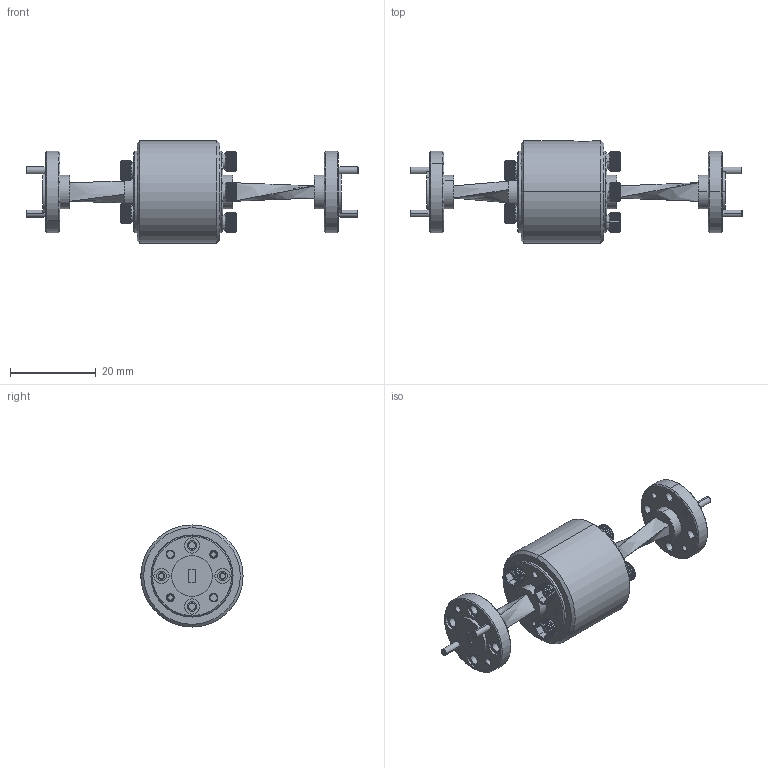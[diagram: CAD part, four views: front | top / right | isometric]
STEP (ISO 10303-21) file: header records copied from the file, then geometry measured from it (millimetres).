
FILE_DESCRIPTION (( 'STEP AP203' ), '1' );
FILE_NAME ('STF-12-91.STEP', '2019-11-27T23:35:09', ( '' ), ( '' ), 'SwSTEP 2.0', 'SolidWorks 2016', '' );
FILE_SCHEMA (( 'CONFIG_CONTROL_DESIGN' ));
Length unit declared in the file: inch
Products named in the file (1): STF-12-91
Bounding box: 77.6 x 23.88 x 23.88 mm (x, y, z)
Volume: 11410.3 mm3; surface area: 7982 mm2
Topology: 14 solids, 17 shells, 1541 faces, 4197 edges, 2752 vertices
Faces by surface type: plane 912, cylinder 494, cone 104, torus 16, bspline 15
Entity records: 51910 total; most frequent: CARTESIAN_POINT 15064, ORIENTED_EDGE 8390, DIRECTION 6708, EDGE_CURVE 4195, VERTEX_POINT 2752, AXIS2_PLACEMENT_3D 2546, EDGE_LOOP 1669, VECTOR 1616
